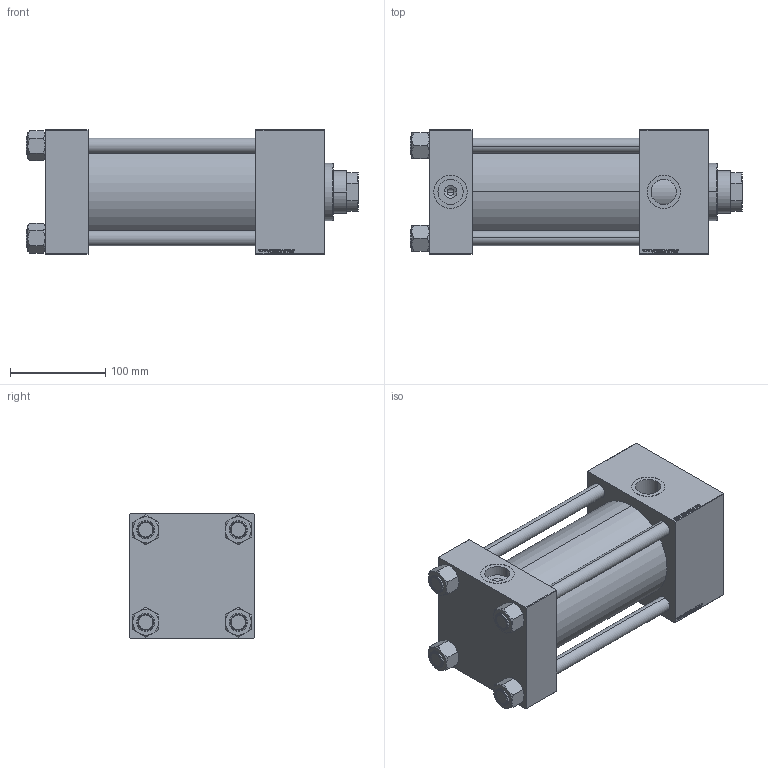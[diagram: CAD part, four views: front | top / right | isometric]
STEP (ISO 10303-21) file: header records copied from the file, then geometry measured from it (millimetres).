
FILE_DESCRIPTION (( 'STEP AP203' ), '1' );
FILE_NAME ('ed55.STEP', '2022-04-16T10:23:00', ( '' ), ( '' ), 'SwSTEP 2.0', 'SolidWorks 2019', '' );
FILE_SCHEMA (( 'CONFIG_CONTROL_DESIGN' ));
Length unit declared in the file: millimetre
Products named in the file (6): ed55; NUT_M5_C 8953afeda6909dcc085a306b593e77d1; V215CR_C_TYCINKA 8953afeda6909dcc085a306b593e77d1; V215CR_VCP_C 8953afeda6909dcc085a306b593e77d1; V215_VC_A 8953afeda6909dcc085a306b593e77d1; V215CR_C_Body 8953afeda6909dcc085a306b593e77d1
Assembly tree (11 placements, depth 2):
  ed55
    V215CR_C_Body 8953afeda6909dcc085a306b593e77d1
    V215CR_VCP_C 8953afeda6909dcc085a306b593e77d1
    NUT_M5_C 8953afeda6909dcc085a306b593e77d1  x4
    V215CR_C_TYCINKA 8953afeda6909dcc085a306b593e77d1  x4
    V215_VC_A 8953afeda6909dcc085a306b593e77d1
Bounding box: 348 x 130 x 130 mm (x, y, z)
Volume: 2778514.2 mm3; surface area: 430374.2 mm2
Topology: 11 solids, 11 shells, 1202 faces, 3038 edges, 1977 vertices
Faces by surface type: plane 576, bspline 392, cone 136, cylinder 90, torus 8
Entity records: 50832 total; most frequent: CARTESIAN_POINT 27248, ORIENTED_EDGE 5340, DIRECTION 3408, EDGE_CURVE 2670, VERTEX_POINT 1755, LINE 1618, VECTOR 1618, EDGE_LOOP 1177
